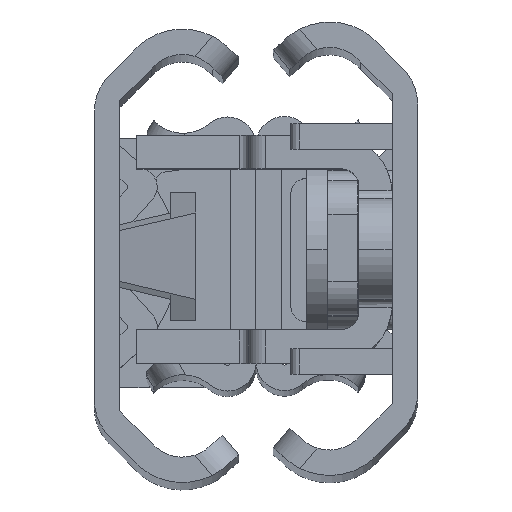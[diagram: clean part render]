
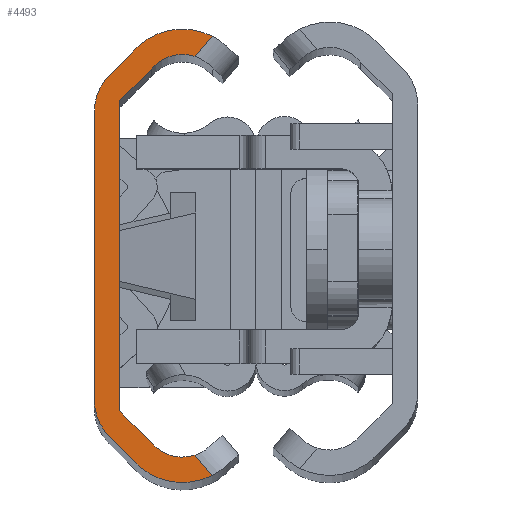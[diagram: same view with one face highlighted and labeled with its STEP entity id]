
A CAD part, top view. The second image highlights one B-rep face of the part: STEP entity #4493.
In plain terms, the highlighted planar face has unit normal (0, 0, 1).
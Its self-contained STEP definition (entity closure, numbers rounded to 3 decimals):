
#728 = LINE ( 'NONE', #4909, #9063 ) ;
#735 = AXIS2_PLACEMENT_3D ( 'NONE', #8588, #12752, #9641 ) ;
#850 = ORIENTED_EDGE ( 'NONE', *, *, #12073, .T. ) ;
#900 = AXIS2_PLACEMENT_3D ( 'NONE', #1370, #1190, #9478 ) ;
#965 = VECTOR ( 'NONE', #5116, 1000. ) ;
#1037 = VERTEX_POINT ( 'NONE', #8246 ) ;
#1182 = DIRECTION ( 'NONE',  ( 0.707, 0.707, 0. ) ) ;
#1190 = DIRECTION ( 'NONE',  ( 0., 0., -1. ) ) ;
#1293 = CIRCLE ( 'NONE', #11246, 3. ) ;
#1364 = LINE ( 'NONE', #8284, #10929 ) ;
#1370 = CARTESIAN_POINT ( 'NONE',  ( 3.7, 9.52, 0. ) ) ;
#1393 = DIRECTION ( 'NONE',  ( 0., 0., 1. ) ) ;
#1398 = ORIENTED_EDGE ( 'NONE', *, *, #6223, .T. ) ;
#1433 = EDGE_CURVE ( 'NONE', #10771, #2621, #5432, .T. ) ;
#1438 = CARTESIAN_POINT ( 'NONE',  ( 0., 9.169, 0. ) ) ;
#1551 = DIRECTION ( 'NONE',  ( 1., 0., 0. ) ) ;
#2141 = ORIENTED_EDGE ( 'NONE', *, *, #12761, .T. ) ;
#2145 = AXIS2_PLACEMENT_3D ( 'NONE', #6460, #12482, #3397 ) ;
#2357 = AXIS2_PLACEMENT_3D ( 'NONE', #6726, #4658, #4001 ) ;
#2549 = CARTESIAN_POINT ( 'NONE',  ( 4.446, -11.78, 0. ) ) ;
#2587 = EDGE_CURVE ( 'NONE', #3897, #11914, #1364, .T. ) ;
#2621 = VERTEX_POINT ( 'NONE', #7557 ) ;
#2789 = EDGE_CURVE ( 'NONE', #9514, #10771, #12648, .T. ) ;
#2800 = VECTOR ( 'NONE', #10593, 1000. ) ;
#2917 = CARTESIAN_POINT ( 'NONE',  ( -1.5, -8.548, 0. ) ) ;
#2952 = EDGE_CURVE ( 'NONE', #4398, #11956, #10194, .T. ) ;
#3179 = LINE ( 'NONE', #4987, #965 ) ;
#3397 = DIRECTION ( 'NONE',  ( 1., 0., 0. ) ) ;
#3481 = DIRECTION ( 'NONE',  ( 0., 0., 1. ) ) ;
#3606 = EDGE_CURVE ( 'NONE', #7453, #6172, #728, .T. ) ;
#3897 = VERTEX_POINT ( 'NONE', #8550 ) ;
#4001 = DIRECTION ( 'NONE',  ( 1., 0., 0. ) ) ;
#4398 = VERTEX_POINT ( 'NONE', #5227 ) ;
#4447 = CARTESIAN_POINT ( 'NONE',  ( 1.5, -8.548, 0. ) ) ;
#4493 = ADVANCED_FACE ( 'NONE', ( #10124 ), #11170, .T. ) ;
#4658 = DIRECTION ( 'NONE',  ( 0., 0., -1. ) ) ;
#4813 = VECTOR ( 'NONE', #5034, 1000. ) ;
#4827 = EDGE_CURVE ( 'NONE', #7238, #4398, #10468, .T. ) ;
#4909 = CARTESIAN_POINT ( 'NONE',  ( -6.78, -1.6, 0. ) ) ;
#4960 = CARTESIAN_POINT ( 'NONE',  ( 0., -9.169, 0. ) ) ;
#4987 = CARTESIAN_POINT ( 'NONE',  ( 1.638, -8.432, 0. ) ) ;
#5034 = DIRECTION ( 'NONE',  ( 0., -1., 0. ) ) ;
#5088 = ORIENTED_EDGE ( 'NONE', *, *, #2789, .T. ) ;
#5116 = DIRECTION ( 'NONE',  ( -0.643, 0.766, 0. ) ) ;
#5227 = CARTESIAN_POINT ( 'NONE',  ( -1.5, 8.548, 0. ) ) ;
#5398 = CARTESIAN_POINT ( 'NONE',  ( 0.752, -12.042, 0. ) ) ;
#5432 = CIRCLE ( 'NONE', #12850, 3.88 ) ;
#5638 = VERTEX_POINT ( 'NONE', #12704 ) ;
#5888 = CARTESIAN_POINT ( 'NONE',  ( -0.621, 10.669, 0. ) ) ;
#5889 = DIRECTION ( 'NONE',  ( 1., 0., 0. ) ) ;
#6130 = ORIENTED_EDGE ( 'NONE', *, *, #2587, .T. ) ;
#6172 = VERTEX_POINT ( 'NONE', #9572 ) ;
#6223 = EDGE_CURVE ( 'NONE', #6172, #1037, #8297, .T. ) ;
#6252 = ORIENTED_EDGE ( 'NONE', *, *, #8291, .T. ) ;
#6392 = CIRCLE ( 'NONE', #2357, 2.38 ) ;
#6402 = CARTESIAN_POINT ( 'NONE',  ( -0.621, 10.669, 0. ) ) ;
#6445 = EDGE_LOOP ( 'NONE', ( #9248, #2141, #10881, #9585, #6562, #6130, #6252, #7434, #1398, #850, #10618, #6760, #12582, #5088 ) ) ;
#6449 = EDGE_CURVE ( 'NONE', #7049, #5638, #6392, .T. ) ;
#6460 = CARTESIAN_POINT ( 'NONE',  ( 3.7, 9.52, 0. ) ) ;
#6562 = ORIENTED_EDGE ( 'NONE', *, *, #8335, .T. ) ;
#6726 = CARTESIAN_POINT ( 'NONE',  ( 3.7, -9.52, 0. ) ) ;
#6760 = ORIENTED_EDGE ( 'NONE', *, *, #2952, .T. ) ;
#6798 = LINE ( 'NONE', #8782, #12195 ) ;
#6833 = VERTEX_POINT ( 'NONE', #4960 ) ;
#7049 = VERTEX_POINT ( 'NONE', #2549 ) ;
#7238 = VERTEX_POINT ( 'NONE', #5888 ) ;
#7411 = CARTESIAN_POINT ( 'NONE',  ( 3.7, -9.52, 0. ) ) ;
#7434 = ORIENTED_EDGE ( 'NONE', *, *, #3606, .T. ) ;
#7453 = VERTEX_POINT ( 'NONE', #11360 ) ;
#7557 = CARTESIAN_POINT ( 'NONE',  ( 5.454, -12.981, 0. ) ) ;
#7620 = AXIS2_PLACEMENT_3D ( 'NONE', #9068, #11032, #5889 ) ;
#7892 = CARTESIAN_POINT ( 'NONE',  ( 1.859, 11.028, 0. ) ) ;
#7946 = EDGE_CURVE ( 'NONE', #11956, #9514, #1293, .T. ) ;
#7984 = VECTOR ( 'NONE', #12916, 1000. ) ;
#8246 = CARTESIAN_POINT ( 'NONE',  ( 0.752, 12.042, 0. ) ) ;
#8284 = CARTESIAN_POINT ( 'NONE',  ( 1.859, 11.028, 0. ) ) ;
#8291 = EDGE_CURVE ( 'NONE', #11914, #7453, #12743, .T. ) ;
#8297 = CIRCLE ( 'NONE', #2145, 3.88 ) ;
#8335 = EDGE_CURVE ( 'NONE', #6833, #3897, #8681, .T. ) ;
#8528 = DIRECTION ( 'NONE',  ( -0.707, -0.707, 0. ) ) ;
#8550 = CARTESIAN_POINT ( 'NONE',  ( 0., 9.169, 0. ) ) ;
#8588 = CARTESIAN_POINT ( 'NONE',  ( 1.5, 8.548, 0. ) ) ;
#8681 = LINE ( 'NONE', #1438, #2800 ) ;
#8782 = CARTESIAN_POINT ( 'NONE',  ( 1.859, -11.028, 0. ) ) ;
#8935 = CARTESIAN_POINT ( 'NONE',  ( -1.5, -8.548, 0. ) ) ;
#9063 = VECTOR ( 'NONE', #11866, 1000. ) ;
#9068 = CARTESIAN_POINT ( 'NONE',  ( 1.5, -8.548, 0. ) ) ;
#9248 = ORIENTED_EDGE ( 'NONE', *, *, #1433, .T. ) ;
#9478 = DIRECTION ( 'NONE',  ( 1., 0., 0. ) ) ;
#9481 = CARTESIAN_POINT ( 'NONE',  ( -0.621, -10.669, 0. ) ) ;
#9494 = DIRECTION ( 'NONE',  ( 1., 0., 0. ) ) ;
#9514 = VERTEX_POINT ( 'NONE', #9481 ) ;
#9572 = CARTESIAN_POINT ( 'NONE',  ( 5.454, 12.981, 0. ) ) ;
#9585 = ORIENTED_EDGE ( 'NONE', *, *, #12148, .T. ) ;
#9641 = DIRECTION ( 'NONE',  ( 1., 0., 0. ) ) ;
#9648 = LINE ( 'NONE', #6402, #9656 ) ;
#9656 = VECTOR ( 'NONE', #8528, 1000. ) ;
#9869 = CARTESIAN_POINT ( 'NONE',  ( -0.621, -10.669, 0. ) ) ;
#10124 = FACE_OUTER_BOUND ( 'NONE', #6445, .T. ) ;
#10194 = LINE ( 'NONE', #8935, #4813 ) ;
#10468 = CIRCLE ( 'NONE', #735, 3. ) ;
#10593 = DIRECTION ( 'NONE',  ( 0., 1., 0. ) ) ;
#10618 = ORIENTED_EDGE ( 'NONE', *, *, #4827, .T. ) ;
#10771 = VERTEX_POINT ( 'NONE', #5398 ) ;
#10833 = DIRECTION ( 'NONE',  ( -0.707, 0.707, 0. ) ) ;
#10881 = ORIENTED_EDGE ( 'NONE', *, *, #6449, .T. ) ;
#10929 = VECTOR ( 'NONE', #1182, 1000. ) ;
#11032 = DIRECTION ( 'NONE',  ( 0., 0., 1. ) ) ;
#11170 = PLANE ( 'NONE',  #7620 ) ;
#11246 = AXIS2_PLACEMENT_3D ( 'NONE', #4447, #1393, #9494 ) ;
#11360 = CARTESIAN_POINT ( 'NONE',  ( 4.446, 11.78, 0. ) ) ;
#11866 = DIRECTION ( 'NONE',  ( 0.643, 0.766, 0. ) ) ;
#11914 = VERTEX_POINT ( 'NONE', #7892 ) ;
#11956 = VERTEX_POINT ( 'NONE', #2917 ) ;
#12073 = EDGE_CURVE ( 'NONE', #1037, #7238, #9648, .T. ) ;
#12148 = EDGE_CURVE ( 'NONE', #5638, #6833, #6798, .T. ) ;
#12195 = VECTOR ( 'NONE', #10833, 1000. ) ;
#12482 = DIRECTION ( 'NONE',  ( 0., 0., 1. ) ) ;
#12582 = ORIENTED_EDGE ( 'NONE', *, *, #7946, .T. ) ;
#12648 = LINE ( 'NONE', #9869, #7984 ) ;
#12704 = CARTESIAN_POINT ( 'NONE',  ( 1.859, -11.028, 0. ) ) ;
#12743 = CIRCLE ( 'NONE', #900, 2.38 ) ;
#12752 = DIRECTION ( 'NONE',  ( 0., 0., 1. ) ) ;
#12761 = EDGE_CURVE ( 'NONE', #2621, #7049, #3179, .T. ) ;
#12850 = AXIS2_PLACEMENT_3D ( 'NONE', #7411, #3481, #1551 ) ;
#12916 = DIRECTION ( 'NONE',  ( 0.707, -0.707, 0. ) ) ;
